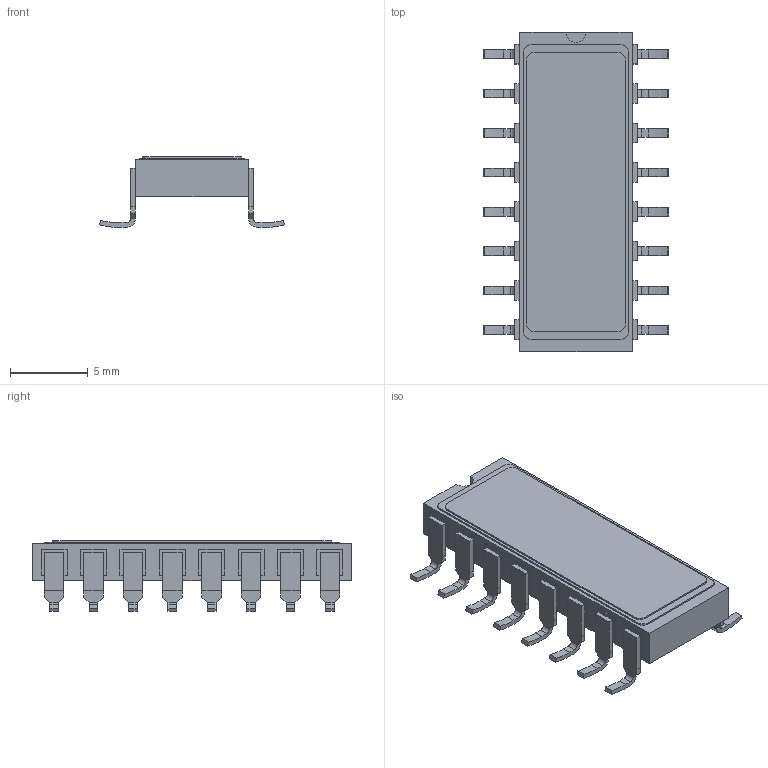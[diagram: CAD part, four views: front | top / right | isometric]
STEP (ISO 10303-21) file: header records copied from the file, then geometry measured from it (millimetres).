
FILE_DESCRIPTION((''),'2;1');
FILE_NAME('RN_VISHAY_VSM46.stp','2014-04-15T11:00:33',(''),(''),'Mechanical Desktop 2011','Mechanical Desktop 2011',', , ');
FILE_SCHEMA(('AUTOMOTIVE_DESIGN { 1 2 10303 214 1 1 1 1 }'));
Length unit declared in the file: millimetre
Products named in the file (1): Product
Bounding box: 11.94 x 20.57 x 4.57 mm (x, y, z)
Volume: 407.8 mm3; surface area: 1271.7 mm2
Topology: 52 solids, 52 shells, 480 faces, 1064 edges, 688 vertices
Faces by surface type: bspline 224, plane 214, cylinder 42
Entity records: 13455 total; most frequent: CARTESIAN_POINT 3353, ORIENTED_EDGE 2128, DIRECTION 1726, EDGE_CURVE 1064, VECTOR 916, LINE 916, VERTEX_POINT 688, EDGE_LOOP 480
